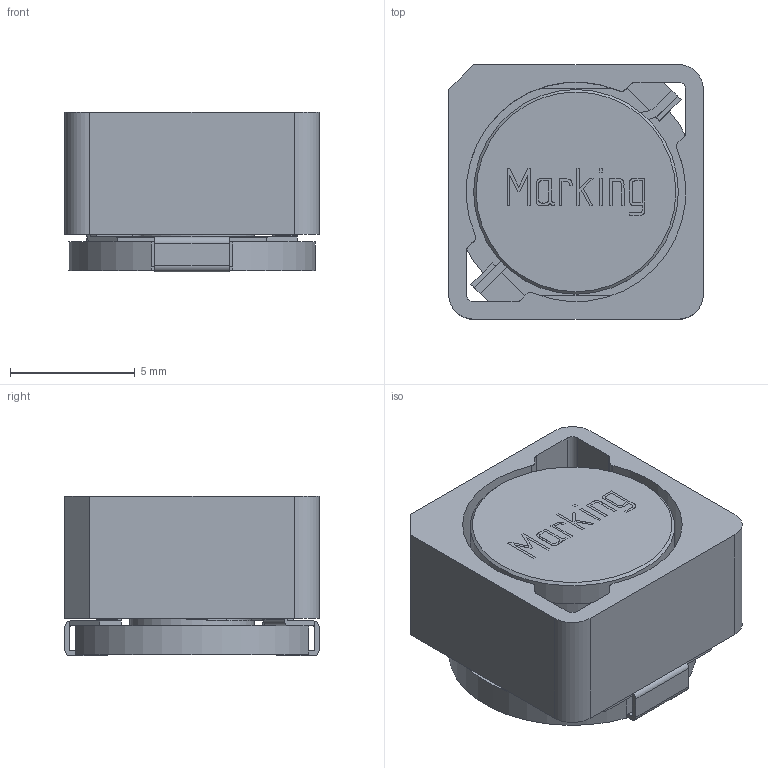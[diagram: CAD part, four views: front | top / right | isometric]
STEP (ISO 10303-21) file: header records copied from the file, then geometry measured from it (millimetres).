
FILE_DESCRIPTION(('FreeCAD Model'),'2;1');
FILE_NAME('Open CASCADE Shape Model','2022-01-26T08:58:38',(''),(''), 'Open CASCADE STEP processor 7.5','FreeCAD','Unknown');
FILE_SCHEMA(('AUTOMOTIVE_DESIGN { 1 0 10303 214 1 1 1 1 }'));
Length unit declared in the file: millimetre
Products named in the file (6): Assem1; Kern; Kern001; Schirmring; Pad; Pad001
Assembly tree (5 placements, depth 2):
  Assem1
    Kern
    Kern001
    Schirmring
    Pad
    Pad001
Bounding box: 10.2 x 10.2 x 6.4 mm (x, y, z)
Volume: 412.9 mm3; surface area: 958.6 mm2
Topology: 5 solids, 5 shells, 214 faces, 553 edges, 361 vertices
Faces by surface type: plane 152, cylinder 39, extrusion 14, bspline 8, cone 1
Full cylindrical faces by diameter (mm): 5 x1, 8.2 x1
Entity records: 15573 total; most frequent: CARTESIAN_POINT 4242, DIRECTION 1707, ORIENTED_EDGE 1106, PCURVE 1106, DEFINITIONAL_REPRESENTATION 1106, VECTOR 1096, LINE 1082, EDGE_CURVE 553
